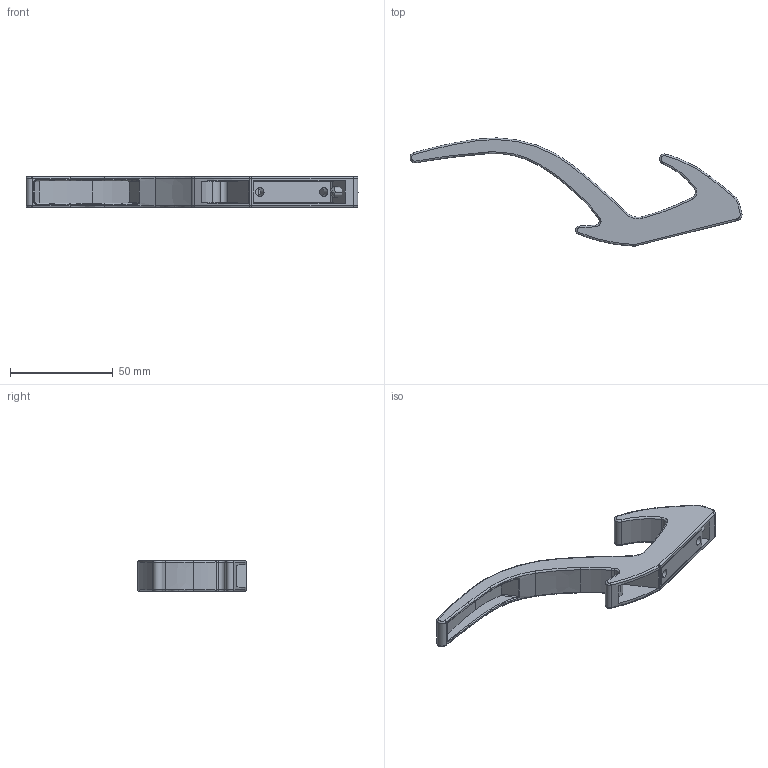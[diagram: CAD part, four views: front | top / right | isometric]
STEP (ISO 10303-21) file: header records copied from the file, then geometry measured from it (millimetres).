
FILE_DESCRIPTION(('Creo Elements/Direct Modeling STEP Export'),'2;1');
FILE_NAME('2432.stp','2024-04-19T 7:56:58',(''),(''),'Creo Elements/Direct Modeling STEP processor for AP214 (Solid Model)','Creo Elements/Direct Modeling 20.0 12-Nov-2016 (C) Parametric Technology GmbH','');
FILE_SCHEMA(('AUTOMOTIVE_DESIGN { 1 0 10303 214 1 1 1 1 }'));
Length unit declared in the file: millimetre
Products named in the file (4): Haken; D914M5X14S1; ZN-9108_Mo; ZN-10025
Assembly tree (3 placements, depth 2):
  ZN-10025
    ZN-9108_Mo
    D914M5X14S1
    Haken
Bounding box: 161.34 x 52.58 x 15 mm (x, y, z)
Volume: 23988.7 mm3; surface area: 15892.6 mm2
Topology: 3 solids, 3 shells, 528 faces, 1466 edges, 955 vertices
Faces by surface type: plane 395, cylinder 66, torus 40, bspline 18, cone 6, extrusion 3
Entity records: 20660 total; most frequent: CARTESIAN_POINT 6620, DIRECTION 3147, ORIENTED_EDGE 2928, EDGE_CURVE 1464, AXIS2_PLACEMENT_3D 1277, VERTEX_POINT 955, VECTOR 593, LINE 590
